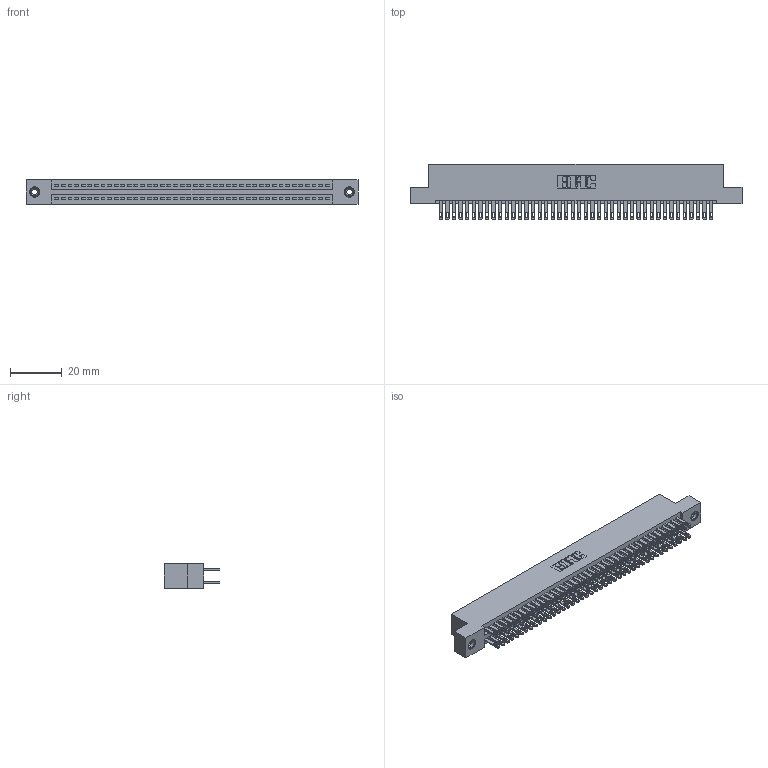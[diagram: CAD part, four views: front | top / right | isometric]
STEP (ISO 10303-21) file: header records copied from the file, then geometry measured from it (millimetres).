
FILE_DESCRIPTION (( 'STEP AP203' ), '1' );
FILE_NAME ('345-084-500-208.STEP', '2018-10-04T00:08:24', ( '' ), ( '' ), 'SwSTEP 2.0', 'SolidWorks 2016', '' );
FILE_SCHEMA (( 'CONFIG_CONTROL_DESIGN' ));
Length unit declared in the file: inch
Products named in the file (4): 345 Part_Flush Mounting Lugs - 0.156 Dia-TI; 345-084-500-208; 345-250-001_345-250-003-102; 345-292-001_345-293-100
Assembly tree (87 placements, depth 2):
  345-084-500-208
    345 Part_Flush Mounting Lugs - 0.156 Dia-TI
    345-292-001_345-293-100  x84
    345-250-001_345-250-003-102  x2
Bounding box: 127.89 x 21.51 x 9.4 mm (x, y, z)
Volume: 12673.4 mm3; surface area: 19603.7 mm2
Topology: 87 solids, 87 shells, 4050 faces, 12321 edges, 8206 vertices
Faces by surface type: plane 2380, cylinder 1654, cone 12, torus 4
Entity records: 34070 total; most frequent: CARTESIAN_POINT 5691, ORIENTED_EDGE 5618, DIRECTION 5047, EDGE_CURVE 2809, LINE 2485, VECTOR 2485, VERTEX_POINT 1868, AXIS2_PLACEMENT_3D 1281
